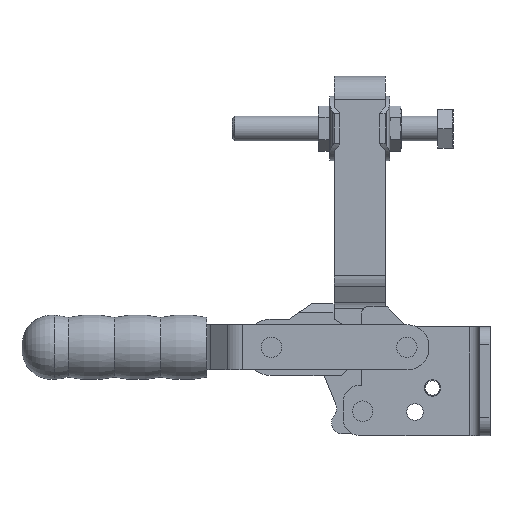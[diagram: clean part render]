
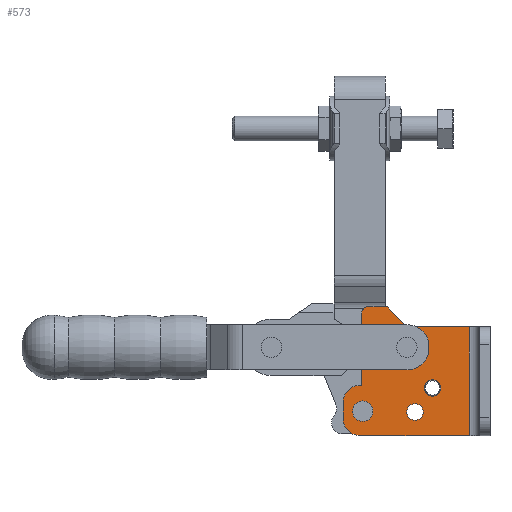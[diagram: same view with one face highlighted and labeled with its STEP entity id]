
A CAD part, left-side view. The second image highlights one B-rep face of the part: STEP entity #573.
In plain terms, the highlighted planar face has unit normal (-1, 0, 0).
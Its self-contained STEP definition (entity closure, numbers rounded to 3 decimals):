
#573 = ADVANCED_FACE( '', ( #967, #968, #969, #970, #971 ), #972, .T. );
#967 = FACE_BOUND( '', #1636, .T. );
#968 = FACE_BOUND( '', #1637, .T. );
#969 = FACE_BOUND( '', #1638, .T. );
#970 = FACE_BOUND( '', #1639, .T. );
#971 = FACE_OUTER_BOUND( '', #1640, .T. );
#972 = PLANE( '', #1641 );
#1636 = EDGE_LOOP( '', ( #2691, #2692 ) );
#1637 = EDGE_LOOP( '', ( #2693, #2694 ) );
#1638 = EDGE_LOOP( '', ( #2695, #2696 ) );
#1639 = EDGE_LOOP( '', ( #2697, #2698 ) );
#1640 = EDGE_LOOP( '', ( #2699, #2700, #2701, #2702, #2703, #2704, #2705, #2706, #2707, #2708, #2709 ) );
#1641 = AXIS2_PLACEMENT_3D( '', #2710, #2711, #2712 );
#2691 = ORIENTED_EDGE( '', *, *, #4701, .T. );
#2692 = ORIENTED_EDGE( '', *, *, #4623, .T. );
#2693 = ORIENTED_EDGE( '', *, *, #4722, .T. );
#2694 = ORIENTED_EDGE( '', *, *, #4613, .T. );
#2695 = ORIENTED_EDGE( '', *, *, #4763, .T. );
#2696 = ORIENTED_EDGE( '', *, *, #4595, .T. );
#2697 = ORIENTED_EDGE( '', *, *, #4764, .T. );
#2698 = ORIENTED_EDGE( '', *, *, #4591, .T. );
#2699 = ORIENTED_EDGE( '', *, *, #4768, .T. );
#2700 = ORIENTED_EDGE( '', *, *, #4688, .T. );
#2701 = ORIENTED_EDGE( '', *, *, #4774, .T. );
#2702 = ORIENTED_EDGE( '', *, *, #4775, .T. );
#2703 = ORIENTED_EDGE( '', *, *, #4766, .T. );
#2704 = ORIENTED_EDGE( '', *, *, #4770, .F. );
#2705 = ORIENTED_EDGE( '', *, *, #4741, .T. );
#2706 = ORIENTED_EDGE( '', *, *, #4746, .T. );
#2707 = ORIENTED_EDGE( '', *, *, #4751, .T. );
#2708 = ORIENTED_EDGE( '', *, *, #4755, .T. );
#2709 = ORIENTED_EDGE( '', *, *, #4759, .F. );
#2710 = CARTESIAN_POINT( '', ( -10., -30.5, -43. ) );
#2711 = DIRECTION( '', ( -1., 0., 0. ) );
#2712 = DIRECTION( '', ( 0., -1., 0. ) );
#4591 = EDGE_CURVE( '', #5353, #5350, #5354, .T. );
#4595 = EDGE_CURVE( '', #5361, #5358, #5362, .T. );
#4613 = EDGE_CURVE( '', #5391, #5395, #5397, .T. );
#4623 = EDGE_CURVE( '', #5417, #5414, #5418, .T. );
#4688 = EDGE_CURVE( '', #5534, #5531, #5535, .T. );
#4701 = EDGE_CURVE( '', #5414, #5417, #5552, .T. );
#4722 = EDGE_CURVE( '', #5395, #5391, #5582, .T. );
#4741 = EDGE_CURVE( '', #5612, #5610, #5613, .T. );
#4746 = EDGE_CURVE( '', #5610, #5618, #5620, .T. );
#4751 = EDGE_CURVE( '', #5618, #5625, #5627, .T. );
#4755 = EDGE_CURVE( '', #5625, #5631, #5633, .T. );
#4759 = EDGE_CURVE( '', #5637, #5631, #5639, .T. );
#4763 = EDGE_CURVE( '', #5358, #5361, #5643, .T. );
#4764 = EDGE_CURVE( '', #5350, #5353, #5644, .T. );
#4766 = EDGE_CURVE( '', #5647, #5645, #5648, .T. );
#4768 = EDGE_CURVE( '', #5637, #5534, #5650, .T. );
#4770 = EDGE_CURVE( '', #5612, #5645, #5652, .T. );
#4774 = EDGE_CURVE( '', #5531, #5656, #5658, .T. );
#4775 = EDGE_CURVE( '', #5656, #5647, #5659, .T. );
#5350 = VERTEX_POINT( '', #6601 );
#5353 = VERTEX_POINT( '', #6605 );
#5354 = CIRCLE( '', #6606, 4. );
#5358 = VERTEX_POINT( '', #6611 );
#5361 = VERTEX_POINT( '', #6615 );
#5362 = CIRCLE( '', #6616, 4. );
#5391 = VERTEX_POINT( '', #6652 );
#5395 = VERTEX_POINT( '', #6657 );
#5397 = CIRCLE( '', #6660, 5. );
#5414 = VERTEX_POINT( '', #6681 );
#5417 = VERTEX_POINT( '', #6685 );
#5418 = CIRCLE( '', #6686, 5. );
#5531 = VERTEX_POINT( '', #6831 );
#5534 = VERTEX_POINT( '', #6834 );
#5535 = LINE( '', #6835, #6836 );
#5552 = CIRCLE( '', #6861, 5. );
#5582 = CIRCLE( '', #6900, 5. );
#5610 = VERTEX_POINT( '', #6937 );
#5612 = VERTEX_POINT( '', #6940 );
#5613 = CIRCLE( '', #6941, 3. );
#5618 = VERTEX_POINT( '', #6949 );
#5620 = LINE( '', #6952, #6953 );
#5625 = VERTEX_POINT( '', #6961 );
#5627 = LINE( '', #6964, #6965 );
#5631 = VERTEX_POINT( '', #6970 );
#5633 = CIRCLE( '', #6973, 8. );
#5637 = VERTEX_POINT( '', #6979 );
#5639 = LINE( '', #6982, #6983 );
#5643 = CIRCLE( '', #6987, 4. );
#5644 = CIRCLE( '', #6988, 4. );
#5645 = VERTEX_POINT( '', #6989 );
#5647 = VERTEX_POINT( '', #6992 );
#5648 = LINE( '', #6993, #6994 );
#5650 = CIRCLE( '', #6997, 8. );
#5652 = LINE( '', #7000, #7001 );
#5656 = VERTEX_POINT( '', #7007 );
#5658 = LINE( '', #7009, #7010 );
#5659 = LINE( '', #7011, #7012 );
#6601 = CARTESIAN_POINT( '', ( -10., -12.5, -23.8 ) );
#6605 = CARTESIAN_POINT( '', ( -10., -12.5, -15.8 ) );
#6606 = AXIS2_PLACEMENT_3D( '', #8836, #8837, #8838 );
#6611 = CARTESIAN_POINT( '', ( -10., -4., -35.5 ) );
#6615 = CARTESIAN_POINT( '', ( -10., -4., -27.5 ) );
#6616 = AXIS2_PLACEMENT_3D( '', #8844, #8845, #8846 );
#6652 = CARTESIAN_POINT( '', ( -10., -5., 0. ) );
#6657 = CARTESIAN_POINT( '', ( -10., 5., 0. ) );
#6660 = AXIS2_PLACEMENT_3D( '', #8880, #8881, #8882 );
#6681 = CARTESIAN_POINT( '', ( -10., 21.5, -36.1 ) );
#6685 = CARTESIAN_POINT( '', ( -10., 21.5, -26.1 ) );
#6686 = AXIS2_PLACEMENT_3D( '', #8900, #8901, #8902 );
#6831 = CARTESIAN_POINT( '', ( -10., -30.5, -43. ) );
#6834 = CARTESIAN_POINT( '', ( -10., 23., -43. ) );
#6835 = CARTESIAN_POINT( '', ( -10., 31., -43. ) );
#6836 = VECTOR( '', #9031, 1. );
#6861 = AXIS2_PLACEMENT_3D( '', #9052, #9053, #9054 );
#6900 = AXIS2_PLACEMENT_3D( '', #9097, #9098, #9099 );
#6937 = CARTESIAN_POINT( '', ( -10., 22., 16.7 ) );
#6940 = CARTESIAN_POINT( '', ( -10., 19., 19.7 ) );
#6941 = AXIS2_PLACEMENT_3D( '', #9134, #9135, #9136 );
#6949 = CARTESIAN_POINT( '', ( -10., 22., -18.5 ) );
#6952 = CARTESIAN_POINT( '', ( -10., 22., -13.15 ) );
#6953 = VECTOR( '', #9141, 1. );
#6961 = CARTESIAN_POINT( '', ( -10., 23., -18.5 ) );
#6964 = CARTESIAN_POINT( '', ( -10., -4.25, -18.5 ) );
#6965 = VECTOR( '', #9146, 1. );
#6970 = CARTESIAN_POINT( '', ( -10., 31., -26.5 ) );
#6973 = AXIS2_PLACEMENT_3D( '', #9152, #9153, #9154 );
#6979 = CARTESIAN_POINT( '', ( -10., 31., -35. ) );
#6982 = CARTESIAN_POINT( '', ( -10., 31., -43. ) );
#6983 = VECTOR( '', #9158, 1. );
#6987 = AXIS2_PLACEMENT_3D( '', #9168, #9169, #9170 );
#6988 = AXIS2_PLACEMENT_3D( '', #9171, #9172, #9173 );
#6989 = CARTESIAN_POINT( '', ( -10., 9.5, 19.7 ) );
#6992 = CARTESIAN_POINT( '', ( -10., 0., 10. ) );
#6993 = CARTESIAN_POINT( '', ( -10., -20.713, -11.149 ) );
#6994 = VECTOR( '', #9175, 1. );
#6997 = AXIS2_PLACEMENT_3D( '', #9177, #9178, #9179 );
#7000 = CARTESIAN_POINT( '', ( -10., 31., 19.7 ) );
#7001 = VECTOR( '', #9181, 1. );
#7007 = CARTESIAN_POINT( '', ( -10., -30.5, 10. ) );
#7009 = CARTESIAN_POINT( '', ( -10., -30.5, -43. ) );
#7010 = VECTOR( '', #9187, 1. );
#7011 = CARTESIAN_POINT( '', ( -10., -35.5, 10. ) );
#7012 = VECTOR( '', #9188, 1. );
#8836 = CARTESIAN_POINT( '', ( -10., -12.5, -19.8 ) );
#8837 = DIRECTION( '', ( 1., 0., 0. ) );
#8838 = DIRECTION( '', ( 0., 0., -1. ) );
#8844 = CARTESIAN_POINT( '', ( -10., -4., -31.5 ) );
#8845 = DIRECTION( '', ( 1., 0., 0. ) );
#8846 = DIRECTION( '', ( 0., 0., -1. ) );
#8880 = CARTESIAN_POINT( '', ( -10., 0., 0. ) );
#8881 = DIRECTION( '', ( 1., 0., 0. ) );
#8882 = DIRECTION( '', ( 0., -1., 0. ) );
#8900 = CARTESIAN_POINT( '', ( -10., 21.5, -31.1 ) );
#8901 = DIRECTION( '', ( 1., 0., 0. ) );
#8902 = DIRECTION( '', ( 0., 0., -1. ) );
#9031 = DIRECTION( '', ( 0., -1., 0. ) );
#9052 = CARTESIAN_POINT( '', ( -10., 21.5, -31.1 ) );
#9053 = DIRECTION( '', ( 1., 0., 0. ) );
#9054 = DIRECTION( '', ( 0., 0., -1. ) );
#9097 = CARTESIAN_POINT( '', ( -10., 0., 0. ) );
#9098 = DIRECTION( '', ( 1., 0., 0. ) );
#9099 = DIRECTION( '', ( 0., -1., 0. ) );
#9134 = CARTESIAN_POINT( '', ( -10., 19., 16.7 ) );
#9135 = DIRECTION( '', ( -1., 0., 0. ) );
#9136 = DIRECTION( '', ( 0., 0., 1. ) );
#9141 = DIRECTION( '', ( 0., 0., -1. ) );
#9146 = DIRECTION( '', ( 0., 1., 0. ) );
#9152 = CARTESIAN_POINT( '', ( -10., 23., -26.5 ) );
#9153 = DIRECTION( '', ( -1., 0., 0. ) );
#9154 = DIRECTION( '', ( 0., 0., 1. ) );
#9158 = DIRECTION( '', ( 0., 0., 1. ) );
#9168 = CARTESIAN_POINT( '', ( -10., -4., -31.5 ) );
#9169 = DIRECTION( '', ( 1., 0., 0. ) );
#9170 = DIRECTION( '', ( 0., 0., -1. ) );
#9171 = CARTESIAN_POINT( '', ( -10., -12.5, -19.8 ) );
#9172 = DIRECTION( '', ( 1., 0., 0. ) );
#9173 = DIRECTION( '', ( 0., 0., -1. ) );
#9175 = DIRECTION( '', ( 0., 0.7, 0.714 ) );
#9177 = CARTESIAN_POINT( '', ( -10., 23., -35. ) );
#9178 = DIRECTION( '', ( -1., 0., 0. ) );
#9179 = DIRECTION( '', ( 0., 1., 0. ) );
#9181 = DIRECTION( '', ( 0., -1., 0. ) );
#9187 = DIRECTION( '', ( 0., 0., 1. ) );
#9188 = DIRECTION( '', ( 0., 1., 0. ) );
